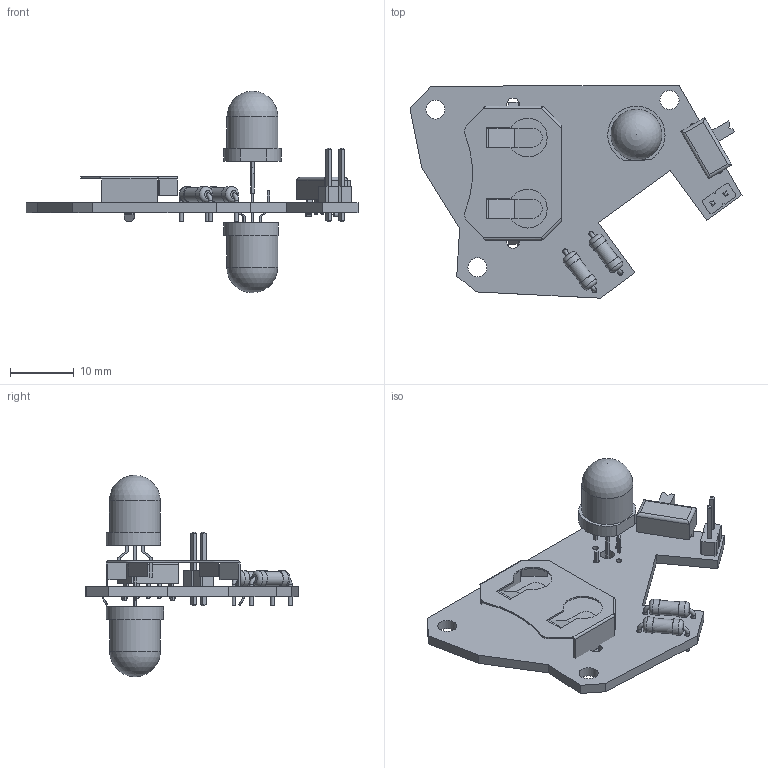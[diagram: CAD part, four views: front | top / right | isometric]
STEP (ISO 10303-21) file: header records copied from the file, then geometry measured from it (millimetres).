
FILE_DESCRIPTION(('KiCad electronic assembly'),'2;1');
FILE_NAME('kicad export PCB flexi rex 1.4.step','2024-01-17T10:13:33',( 'Pcbnew'),('Kicad'),'Open CASCADE STEP processor 7.7', 'KiCad to STEP converter','Unknown');
FILE_SCHEMA(('AUTOMOTIVE_DESIGN { 1 0 10303 214 1 1 1 1 }'));
Length unit declared in the file: millimetre
Products named in the file (12): kicad export PCB flexi rex 1.4 1; PinHeader_1x02_P2.54mm_Vertical; SOLID; LED_D8.0mm-3; BK-913; c-1825232-1-b-3d; R_Axial_DIN0207_L6.3mm_D2.5mm_P7.62mm_Horizontal; Flex-E Rex 1_4 PCB
Assembly tree (13 placements, depth 3):
  kicad export PCB flexi rex 1.4 1
    PinHeader_1x02_P2.54mm_Vertical
      SOLID
    LED_D8.0mm-3  x2
      SOLID
    BK-913
      SOLID
    c-1825232-1-b-3d
      SOLID
    R_Axial_DIN0207_L6.3mm_D2.5mm_P7.62mm_Horizontal  x2
      SOLID
    Flex-E Rex 1_4 PCB
Bounding box: 52.2 x 33.39 x 31.68 mm (x, y, z)
Volume: 3156.1 mm3; surface area: 4674.1 mm2
Topology: 8 solids, 8 shells, 363 faces, 854 edges, 526 vertices
Faces by surface type: plane 252, cylinder 93, bspline 8, torus 8, sphere 2
Full cylindrical faces by diameter (mm): 0.6 x4, 0.8 x4, 0.813 x3, 0.9 x4, 0.991 x2, 1 x2, 2 x2, 2.223 x1, 2.25 x2, 2.5 x4, 3 x3, 8 x2
Entity records: 22348 total; most frequent: CARTESIAN_POINT 6032, DIRECTION 2902, LINE 1888, VECTOR 1888, ORIENTED_EDGE 1514, PCURVE 1514, DEFINITIONAL_REPRESENTATION 1514, EDGE_CURVE 757
